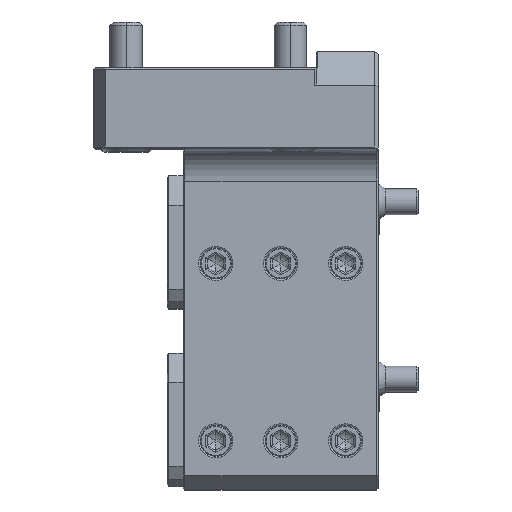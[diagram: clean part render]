
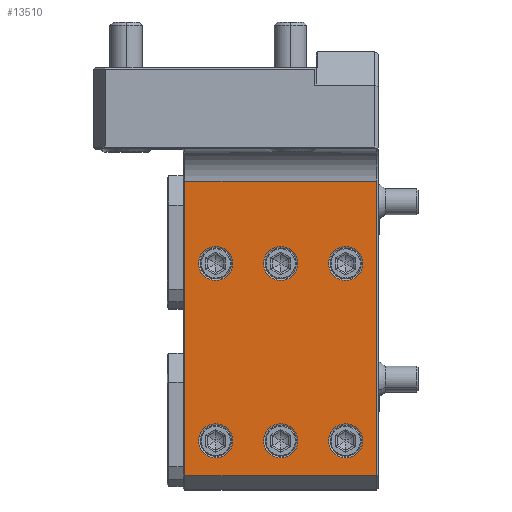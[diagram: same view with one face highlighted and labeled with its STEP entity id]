
A CAD part, top view. The second image highlights one B-rep face of the part: STEP entity #13510.
In plain terms, the highlighted planar face has unit normal (0, 0, 1).
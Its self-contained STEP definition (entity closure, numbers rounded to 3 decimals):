
#2140=DIRECTION('',(0.,-1.,0.));
#2141=VECTOR('',#2140,90.67);
#2142=CARTESIAN_POINT('',(51.824,-35.,22.5));
#2143=LINE('',#2142,#2141);
#2144=DIRECTION('',(1.,0.,0.));
#2145=VECTOR('',#2144,59.);
#2146=CARTESIAN_POINT('',(-7.176,-125.67,22.5));
#2147=LINE('',#2146,#2145);
#2148=DIRECTION('',(0.,-1.,0.));
#2149=VECTOR('',#2148,90.67);
#2150=CARTESIAN_POINT('',(-7.176,-35.,
22.5));
#2151=LINE('',#2150,#2149);
#2152=DIRECTION('',(-1.,0.,0.));
#2153=VECTOR('',#2152,59.);
#2154=CARTESIAN_POINT('',(51.824,-35.,22.5));
#2155=LINE('',#2154,#2153);
#2156=CARTESIAN_POINT('',(42.324,-60.325,22.5));
#2157=DIRECTION('',(0.,0.,1.));
#2158=DIRECTION('',(1.,0.,0.));
#2159=AXIS2_PLACEMENT_3D('',#2156,#2157,#2158);
#2161=CARTESIAN_POINT('',(42.324,-60.325,22.5));
#2162=DIRECTION('',(0.,0.,1.));
#2163=DIRECTION('',(-1.,0.,0.));
#2164=AXIS2_PLACEMENT_3D('',#2161,#2162,#2163);
#2166=CARTESIAN_POINT('',(22.324,-60.325,22.5));
#2167=DIRECTION('',(0.,0.,1.));
#2168=DIRECTION('',(1.,0.,0.));
#2169=AXIS2_PLACEMENT_3D('',#2166,#2167,#2168);
#2171=CARTESIAN_POINT('',(22.324,-60.325,22.5));
#2172=DIRECTION('',(0.,0.,1.));
#2173=DIRECTION('',(-1.,0.,0.));
#2174=AXIS2_PLACEMENT_3D('',#2171,#2172,#2173);
#2176=CARTESIAN_POINT('',(2.324,-60.325,22.5));
#2177=DIRECTION('',(0.,0.,1.));
#2178=DIRECTION('',(1.,0.,0.));
#2179=AXIS2_PLACEMENT_3D('',#2176,#2177,#2178);
#2181=CARTESIAN_POINT('',(2.324,-60.325,22.5));
#2182=DIRECTION('',(0.,0.,1.));
#2183=DIRECTION('',(-1.,0.,0.));
#2184=AXIS2_PLACEMENT_3D('',#2181,#2182,#2183);
#2186=CARTESIAN_POINT('',(42.324,-114.935,22.5));
#2187=DIRECTION('',(0.,0.,1.));
#2188=DIRECTION('',(1.,0.,0.));
#2189=AXIS2_PLACEMENT_3D('',#2186,#2187,#2188);
#2191=CARTESIAN_POINT('',(42.324,-114.935,22.5));
#2192=DIRECTION('',(0.,0.,1.));
#2193=DIRECTION('',(-1.,0.,0.));
#2194=AXIS2_PLACEMENT_3D('',#2191,#2192,#2193);
#2196=CARTESIAN_POINT('',(22.324,-114.935,22.5));
#2197=DIRECTION('',(0.,0.,1.));
#2198=DIRECTION('',(1.,0.,0.));
#2199=AXIS2_PLACEMENT_3D('',#2196,#2197,#2198);
#2201=CARTESIAN_POINT('',(22.324,-114.935,22.5));
#2202=DIRECTION('',(0.,0.,1.));
#2203=DIRECTION('',(-1.,0.,0.));
#2204=AXIS2_PLACEMENT_3D('',#2201,#2202,#2203);
#2206=CARTESIAN_POINT('',(2.324,-114.935,22.5));
#2207=DIRECTION('',(0.,0.,1.));
#2208=DIRECTION('',(1.,0.,0.));
#2209=AXIS2_PLACEMENT_3D('',#2206,#2207,#2208);
#2211=CARTESIAN_POINT('',(2.324,-114.935,22.5));
#2212=DIRECTION('',(0.,0.,1.));
#2213=DIRECTION('',(-1.,0.,0.));
#2214=AXIS2_PLACEMENT_3D('',#2211,#2212,#2213);
#9522=CARTESIAN_POINT('',(-7.176,-125.67,22.5));
#9524=VERTEX_POINT('',#9522);
#9613=CARTESIAN_POINT('',(51.824,-125.67,22.5));
#9615=VERTEX_POINT('',#9613);
#9712=CARTESIAN_POINT('',(51.824,-35.,22.5));
#9714=VERTEX_POINT('',#9712);
#9727=CARTESIAN_POINT('',(-7.176,-35.,22.5));
#9728=VERTEX_POINT('',#9727);
#9781=CARTESIAN_POINT('',(47.574,-60.325,22.5));
#9782=CARTESIAN_POINT('',(37.074,-60.325,22.5));
#9783=VERTEX_POINT('',#9781);
#9784=VERTEX_POINT('',#9782);
#9785=CARTESIAN_POINT('',(27.574,-60.325,22.5));
#9786=CARTESIAN_POINT('',(17.074,-60.325,22.5));
#9787=VERTEX_POINT('',#9785);
#9788=VERTEX_POINT('',#9786);
#9789=CARTESIAN_POINT('',(7.574,-60.325,22.5));
#9790=CARTESIAN_POINT('',(-2.926,-60.325,22.5));
#9791=VERTEX_POINT('',#9789);
#9792=VERTEX_POINT('',#9790);
#9805=CARTESIAN_POINT('',(47.574,-114.935,22.5));
#9806=CARTESIAN_POINT('',(37.074,-114.935,22.5));
#9807=VERTEX_POINT('',#9805);
#9808=VERTEX_POINT('',#9806);
#9809=CARTESIAN_POINT('',(27.574,-114.935,22.5));
#9810=CARTESIAN_POINT('',(17.074,-114.935,22.5));
#9811=VERTEX_POINT('',#9809);
#9812=VERTEX_POINT('',#9810);
#9813=CARTESIAN_POINT('',(7.574,-114.935,22.5));
#9814=CARTESIAN_POINT('',(-2.926,-114.935,22.5));
#9815=VERTEX_POINT('',#9813);
#9816=VERTEX_POINT('',#9814);
#13463=CARTESIAN_POINT('',(52.324,-130.,22.5));
#13464=DIRECTION('',(0.,0.,-1.));
#13465=DIRECTION('',(0.,1.,0.));
#13466=AXIS2_PLACEMENT_3D('',#13463,#13464,#13465);
#13467=PLANE('',#13466);
#13468=ORIENTED_EDGE('',*,*,#11813,.T.);
#13469=ORIENTED_EDGE('',*,*,#13458,.F.);
#13470=ORIENTED_EDGE('',*,*,#12576,.F.);
#13471=ORIENTED_EDGE('',*,*,#11768,.F.);
#13472=EDGE_LOOP('',(#13468,#13469,#13470,#13471));
#13473=FACE_OUTER_BOUND('',#13472,.F.);
#13475=ORIENTED_EDGE('',*,*,#13474,.T.);
#13477=ORIENTED_EDGE('',*,*,#13476,.T.);
#13478=EDGE_LOOP('',(#13475,#13477));
#13479=FACE_BOUND('',#13478,.F.);
#13481=ORIENTED_EDGE('',*,*,#13480,.T.);
#13483=ORIENTED_EDGE('',*,*,#13482,.T.);
#13484=EDGE_LOOP('',(#13481,#13483));
#13485=FACE_BOUND('',#13484,.F.);
#13487=ORIENTED_EDGE('',*,*,#13486,.T.);
#13489=ORIENTED_EDGE('',*,*,#13488,.T.);
#13490=EDGE_LOOP('',(#13487,#13489));
#13491=FACE_BOUND('',#13490,.F.);
#13493=ORIENTED_EDGE('',*,*,#13492,.T.);
#13495=ORIENTED_EDGE('',*,*,#13494,.T.);
#13496=EDGE_LOOP('',(#13493,#13495));
#13497=FACE_BOUND('',#13496,.F.);
#13499=ORIENTED_EDGE('',*,*,#13498,.T.);
#13501=ORIENTED_EDGE('',*,*,#13500,.T.);
#13502=EDGE_LOOP('',(#13499,#13501));
#13503=FACE_BOUND('',#13502,.F.);
#13505=ORIENTED_EDGE('',*,*,#13504,.T.);
#13507=ORIENTED_EDGE('',*,*,#13506,.T.);
#13508=EDGE_LOOP('',(#13505,#13507));
#13509=FACE_BOUND('',#13508,.F.);
#2160=CIRCLE('',#2159,5.25);
#2165=CIRCLE('',#2164,5.25);
#2170=CIRCLE('',#2169,5.25);
#2175=CIRCLE('',#2174,5.25);
#2180=CIRCLE('',#2179,5.25);
#2185=CIRCLE('',#2184,5.25);
#2190=CIRCLE('',#2189,5.25);
#2195=CIRCLE('',#2194,5.25);
#2200=CIRCLE('',#2199,5.25);
#2205=CIRCLE('',#2204,5.25);
#2210=CIRCLE('',#2209,5.25);
#2215=CIRCLE('',#2214,5.25);
#11768=EDGE_CURVE('',#9714,#9728,#2155,.T.);
#11813=EDGE_CURVE('',#9714,#9615,#2143,.T.);
#12576=EDGE_CURVE('',#9728,#9524,#2151,.T.);
#13458=EDGE_CURVE('',#9524,#9615,#2147,.T.);
#13474=EDGE_CURVE('',#9783,#9784,#2160,.T.);
#13476=EDGE_CURVE('',#9784,#9783,#2165,.T.);
#13480=EDGE_CURVE('',#9787,#9788,#2170,.T.);
#13482=EDGE_CURVE('',#9788,#9787,#2175,.T.);
#13486=EDGE_CURVE('',#9791,#9792,#2180,.T.);
#13488=EDGE_CURVE('',#9792,#9791,#2185,.T.);
#13492=EDGE_CURVE('',#9807,#9808,#2190,.T.);
#13494=EDGE_CURVE('',#9808,#9807,#2195,.T.);
#13498=EDGE_CURVE('',#9811,#9812,#2200,.T.);
#13500=EDGE_CURVE('',#9812,#9811,#2205,.T.);
#13504=EDGE_CURVE('',#9815,#9816,#2210,.T.);
#13506=EDGE_CURVE('',#9816,#9815,#2215,.T.);
#13510=ADVANCED_FACE('',(#13473,#13479,#13485,#13491,#13497,#13503,#13509),
#13467,.F.);
